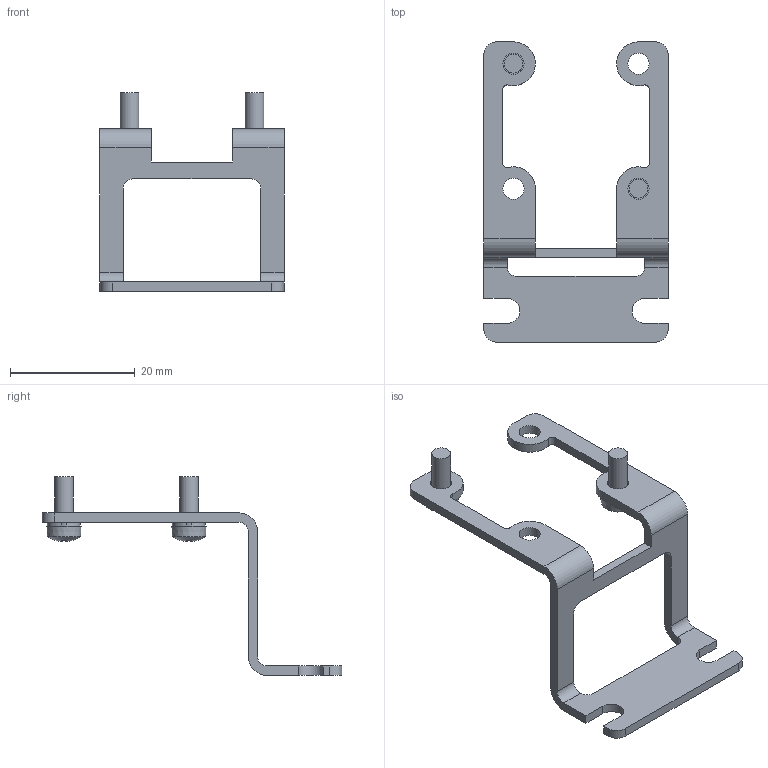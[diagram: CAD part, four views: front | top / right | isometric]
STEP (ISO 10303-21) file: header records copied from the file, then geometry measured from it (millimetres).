
FILE_DESCRIPTION(/* description */ ('STEP AP214'),/* implementation_level */ '2;1');
FILE_NAME(/* name */ '8035563_SAMH-PN-W',/* time_stamp */ '2024-09-10T04:56:55+02:00',/* author */ ('License CC BY-ND 4.0'),/* organization */ ('CADENAS'),/* preprocessor_version */ 'ST-DEVELOPER v19.3',/* originating_system */ 'PARTsolutions',/* authorisation */ ' ');
FILE_SCHEMA (('AUTOMOTIVE_DESIGN {1 0 10303 214 3 1 1}'));
Length unit declared in the file: millimetre
Products named in the file (4): 8035563 SAMH-PN-W; 8035563 SAMH-PN-W---(part1); DIN 6905 2.7(F); ISO 7045 M3x8-H
Assembly tree (5 placements, depth 2):
  8035563 SAMH-PN-W
    8035563 SAMH-PN-W---(part1)
    DIN 6905 2.7(F)  x2
    ISO 7045 M3x8-H  x2
Bounding box: 29.5 x 48 x 31.8 mm (x, y, z)
Volume: 1603 mm3; surface area: 2909.6 mm2
Topology: 5 solids, 5 shells, 134 faces, 362 edges, 238 vertices
Faces by surface type: plane 82, cylinder 36, torus 10, cone 4, sphere 2
Full cylindrical faces by diameter (mm): 3 x2, 3.4 x4
Entity records: 3180 total; most frequent: CARTESIAN_POINT 556, DIRECTION 546, ORIENTED_EDGE 512, EDGE_CURVE 256, AXIS2_PLACEMENT_3D 196, VERTEX_POINT 174, LINE 154, VECTOR 154
